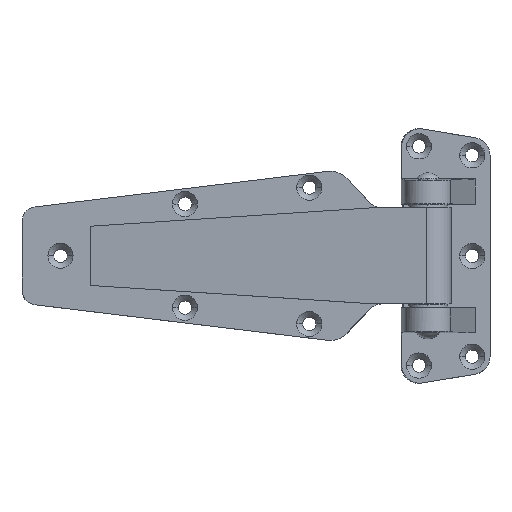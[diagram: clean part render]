
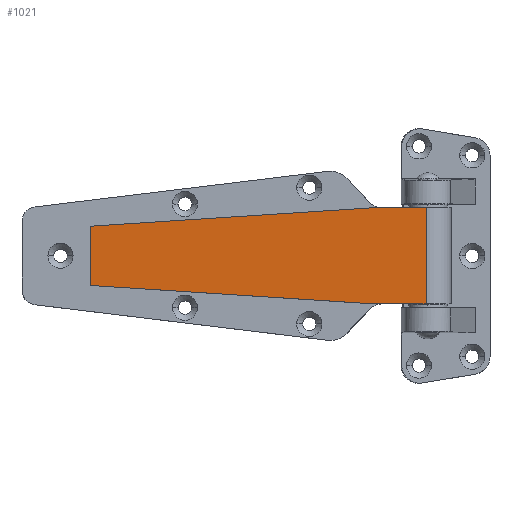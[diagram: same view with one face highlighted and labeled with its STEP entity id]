
A CAD part, top view. The second image highlights one B-rep face of the part: STEP entity #1021.
In plain terms, the highlighted planar face has unit normal (-0.074, 0, 0.997).
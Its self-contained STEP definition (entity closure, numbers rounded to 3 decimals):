
#5 = DIRECTION ( 'NONE',  ( 0.997, 0., 0.075 ) ) ;
#241 = VECTOR ( 'NONE', #2982, 1000. ) ;
#344 = CARTESIAN_POINT ( 'NONE',  ( -114., -16.25, -0.5 ) ) ;
#408 = EDGE_CURVE ( 'NONE', #3746, #741, #424, .T. ) ;
#424 = LINE ( 'NONE', #4141, #1106 ) ;
#480 = VERTEX_POINT ( 'NONE', #1095 ) ;
#483 = VECTOR ( 'NONE', #2755, 1000. ) ;
#524 = VERTEX_POINT ( 'NONE', #2522 ) ;
#741 = VERTEX_POINT ( 'NONE', #3407 ) ;
#831 = VECTOR ( 'NONE', #1391, 1000. ) ;
#1021 = ADVANCED_FACE ( 'NONE', ( #2582 ), #1883, .F. ) ;
#1095 = CARTESIAN_POINT ( 'NONE',  ( -114., 10., -0.5 ) ) ;
#1106 = VECTOR ( 'NONE', #1493, 1000. ) ;
#1121 = CARTESIAN_POINT ( 'NONE',  ( -18., -16.25, 6.677 ) ) ;
#1196 = EDGE_CURVE ( 'NONE', #3002, #741, #4345, .T. ) ;
#1202 = DIRECTION ( 'NONE',  ( 0.075, 0., -0.997 ) ) ;
#1380 = EDGE_CURVE ( 'NONE', #524, #3746, #2794, .T. ) ;
#1391 = DIRECTION ( 'NONE',  ( -0.995, 0.065, -0.074 ) ) ;
#1431 = ORIENTED_EDGE ( 'NONE', *, *, #408, .F. ) ;
#1436 = DIRECTION ( 'NONE',  ( 0., -1., 0. ) ) ;
#1493 = DIRECTION ( 'NONE',  ( 0., -1., 0. ) ) ;
#1592 = CARTESIAN_POINT ( 'NONE',  ( -114., 16.25, -0.5 ) ) ;
#1794 = CARTESIAN_POINT ( 'NONE',  ( -114., 16.25, -0.5 ) ) ;
#1861 = EDGE_LOOP ( 'NONE', ( #2529, #2030, #1431, #4340, #3570, #3311 ) ) ;
#1883 = PLANE ( 'NONE',  #3610 ) ;
#2030 = ORIENTED_EDGE ( 'NONE', *, *, #1196, .T. ) ;
#2039 = CARTESIAN_POINT ( 'NONE',  ( -113.597, 10.026, -0.47 ) ) ;
#2042 = LINE ( 'NONE', #2690, #831 ) ;
#2323 = VECTOR ( 'NONE', #1436, 1000. ) ;
#2522 = CARTESIAN_POINT ( 'NONE',  ( -18., 16.25, 6.677 ) ) ;
#2529 = ORIENTED_EDGE ( 'NONE', *, *, #4137, .F. ) ;
#2546 = EDGE_CURVE ( 'NONE', #480, #524, #3931, .T. ) ;
#2582 = FACE_OUTER_BOUND ( 'NONE', #1861, .T. ) ;
#2690 = CARTESIAN_POINT ( 'NONE',  ( -115.692, -9.89, -0.627 ) ) ;
#2755 = DIRECTION ( 'NONE',  ( 0.997, 0., 0.075 ) ) ;
#2794 = LINE ( 'NONE', #4128, #483 ) ;
#2982 = DIRECTION ( 'NONE',  ( 0.995, 0.065, 0.074 ) ) ;
#3002 = VERTEX_POINT ( 'NONE', #1121 ) ;
#3103 = VECTOR ( 'NONE', #5, 1000. ) ;
#3311 = ORIENTED_EDGE ( 'NONE', *, *, #4308, .T. ) ;
#3407 = CARTESIAN_POINT ( 'NONE',  ( -0.596, -16.25, 7.978 ) ) ;
#3570 = ORIENTED_EDGE ( 'NONE', *, *, #2546, .F. ) ;
#3582 = VERTEX_POINT ( 'NONE', #3760 ) ;
#3610 = AXIS2_PLACEMENT_3D ( 'NONE', #1592, #1202, #3909 ) ;
#3746 = VERTEX_POINT ( 'NONE', #3873 ) ;
#3760 = CARTESIAN_POINT ( 'NONE',  ( -114., -10., -0.5 ) ) ;
#3820 = LINE ( 'NONE', #1794, #2323 ) ;
#3873 = CARTESIAN_POINT ( 'NONE',  ( -0.596, 16.25, 7.978 ) ) ;
#3909 = DIRECTION ( 'NONE',  ( -0.997, 0., -0.075 ) ) ;
#3931 = LINE ( 'NONE', #2039, #241 ) ;
#4128 = CARTESIAN_POINT ( 'NONE',  ( -114., 16.25, -0.5 ) ) ;
#4137 = EDGE_CURVE ( 'NONE', #3002, #3582, #2042, .T. ) ;
#4141 = CARTESIAN_POINT ( 'NONE',  ( -0.596, 16.25, 7.978 ) ) ;
#4308 = EDGE_CURVE ( 'NONE', #480, #3582, #3820, .T. ) ;
#4340 = ORIENTED_EDGE ( 'NONE', *, *, #1380, .F. ) ;
#4345 = LINE ( 'NONE', #344, #3103 ) ;
